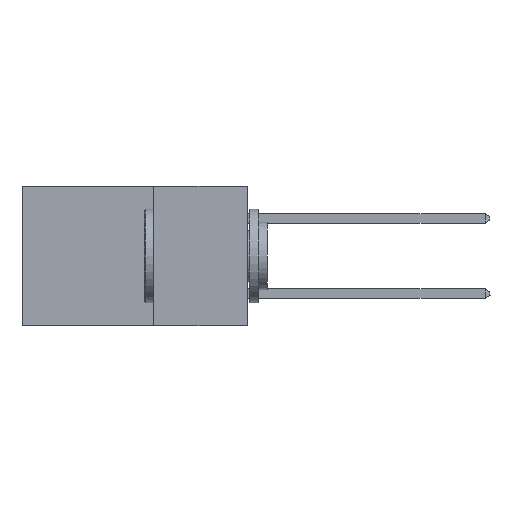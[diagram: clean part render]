
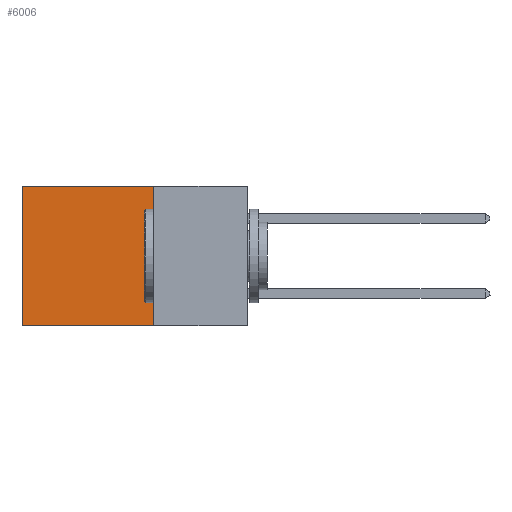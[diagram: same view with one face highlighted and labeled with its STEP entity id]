
A CAD part, left-side view. The second image highlights one B-rep face of the part: STEP entity #6006.
In plain terms, the highlighted planar face has unit normal (-1, 0, 0).
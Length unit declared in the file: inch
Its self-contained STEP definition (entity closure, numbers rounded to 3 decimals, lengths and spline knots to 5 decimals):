
#327 = ORIENTED_EDGE ( 'NONE', *, *, #10380, .T. ) ;
#914 = VERTEX_POINT ( 'NONE', #8997 ) ;
#1135 = CARTESIAN_POINT ( 'NONE',  ( 0.298, 0.6, 0. ) ) ;
#1647 = EDGE_CURVE ( 'NONE', #10084, #9499, #4728, .T. ) ;
#1781 = ORIENTED_EDGE ( 'NONE', *, *, #8048, .F. ) ;
#2347 = CARTESIAN_POINT ( 'NONE',  ( 0.298, 0.25, -0.37 ) ) ;
#2362 = FACE_OUTER_BOUND ( 'NONE', #9321, .T. ) ;
#2461 = PLANE ( 'NONE',  #4144 ) ;
#2686 = DIRECTION ( 'NONE',  ( 0., 0., -1. ) ) ;
#2723 = VECTOR ( 'NONE', #8242, 39.37008 ) ;
#3142 = VECTOR ( 'NONE', #8546, 39.37008 ) ;
#4144 = AXIS2_PLACEMENT_3D ( 'NONE', #9096, #9820, #7516 ) ;
#4656 = VERTEX_POINT ( 'NONE', #7112 ) ;
#4728 = LINE ( 'NONE', #1135, #10373 ) ;
#5580 = LINE ( 'NONE', #2347, #2723 ) ;
#6006 = ADVANCED_FACE ( 'NONE', ( #2362 ), #2461, .F. ) ;
#6064 = CARTESIAN_POINT ( 'NONE',  ( 0.298, 0.25, 0. ) ) ;
#6546 = CARTESIAN_POINT ( 'NONE',  ( 0.298, 0.6, 0. ) ) ;
#6936 = ORIENTED_EDGE ( 'NONE', *, *, #1647, .T. ) ;
#6985 = CARTESIAN_POINT ( 'NONE',  ( 0.298, 0.25, 0. ) ) ;
#7011 = ORIENTED_EDGE ( 'NONE', *, *, #8213, .F. ) ;
#7112 = CARTESIAN_POINT ( 'NONE',  ( 0.298, 0.25, 0. ) ) ;
#7516 = DIRECTION ( 'NONE',  ( 0., 0., -1. ) ) ;
#8048 = EDGE_CURVE ( 'NONE', #914, #9499, #5580, .T. ) ;
#8164 = VECTOR ( 'NONE', #2686, 39.37008 ) ;
#8213 = EDGE_CURVE ( 'NONE', #4656, #914, #10558, .T. ) ;
#8242 = DIRECTION ( 'NONE',  ( 0., 1., 0. ) ) ;
#8546 = DIRECTION ( 'NONE',  ( 0., 1., 0. ) ) ;
#8997 = CARTESIAN_POINT ( 'NONE',  ( 0.298, 0.25, -0.37 ) ) ;
#9071 = CARTESIAN_POINT ( 'NONE',  ( 0.298, 0.6, -0.37 ) ) ;
#9096 = CARTESIAN_POINT ( 'NONE',  ( 0.298, 0.25, 0. ) ) ;
#9321 = EDGE_LOOP ( 'NONE', ( #6936, #1781, #7011, #327 ) ) ;
#9499 = VERTEX_POINT ( 'NONE', #9071 ) ;
#9720 = LINE ( 'NONE', #6064, #3142 ) ;
#9820 = DIRECTION ( 'NONE',  ( 1., 0., 0. ) ) ;
#10084 = VERTEX_POINT ( 'NONE', #6546 ) ;
#10158 = DIRECTION ( 'NONE',  ( 0., 0., -1. ) ) ;
#10373 = VECTOR ( 'NONE', #10158, 39.37008 ) ;
#10380 = EDGE_CURVE ( 'NONE', #4656, #10084, #9720, .T. ) ;
#10558 = LINE ( 'NONE', #6985, #8164 ) ;
